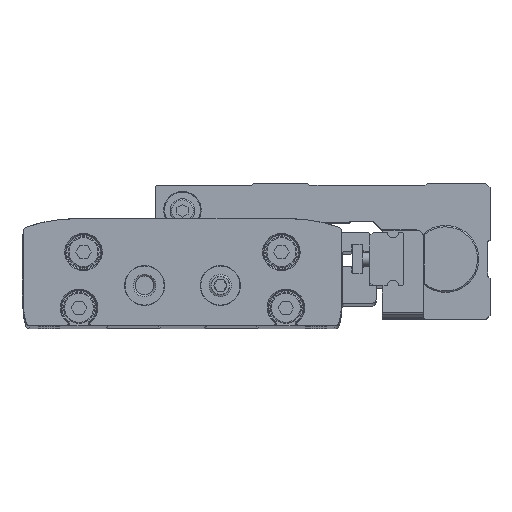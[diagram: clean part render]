
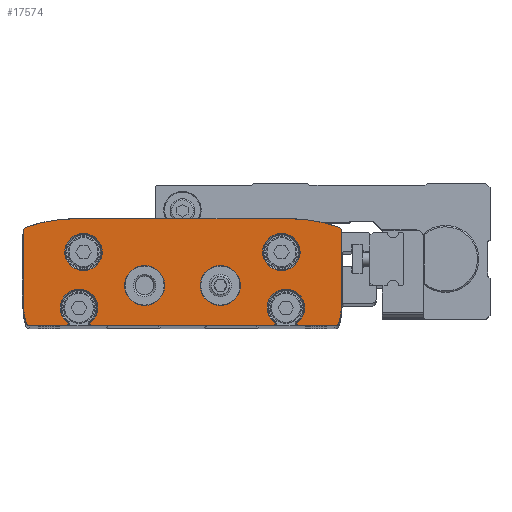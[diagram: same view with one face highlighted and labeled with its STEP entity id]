
A CAD part, top view. The second image highlights one B-rep face of the part: STEP entity #17574.
In plain terms, the highlighted planar face has unit normal (0, 0, 1).
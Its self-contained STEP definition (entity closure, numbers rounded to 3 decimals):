
#728=LINE('',#28961,#2255);
#732=LINE('',#28969,#2259);
#736=LINE('',#28985,#2263);
#814=LINE('',#29262,#2341);
#821=LINE('',#29280,#2348);
#822=LINE('',#29288,#2349);
#829=LINE('',#29306,#2356);
#830=LINE('',#29314,#2357);
#831=LINE('',#29320,#2358);
#832=LINE('',#29326,#2359);
#2255=VECTOR('',#23402,1000.);
#2259=VECTOR('',#23406,1000.);
#2263=VECTOR('',#23418,1000.);
#2341=VECTOR('',#23620,1000.);
#2348=VECTOR('',#23633,1000.);
#2349=VECTOR('',#23636,1000.);
#2356=VECTOR('',#23649,1000.);
#2357=VECTOR('',#23660,1000.);
#2358=VECTOR('',#23665,1000.);
#2359=VECTOR('',#23670,1000.);
#3981=ORIENTED_EDGE('',*,*,#8878,.F.);
#3982=ORIENTED_EDGE('',*,*,#8867,.T.);
#3983=ORIENTED_EDGE('',*,*,#8731,.T.);
#3984=ORIENTED_EDGE('',*,*,#8869,.F.);
#3985=ORIENTED_EDGE('',*,*,#8879,.F.);
#3986=ORIENTED_EDGE('',*,*,#8877,.T.);
#3987=ORIENTED_EDGE('',*,*,#8723,.T.);
#3988=ORIENTED_EDGE('',*,*,#8880,.T.);
#3989=ORIENTED_EDGE('',*,*,#8881,.T.);
#3990=ORIENTED_EDGE('',*,*,#8882,.T.);
#3991=ORIENTED_EDGE('',*,*,#8883,.T.);
#3992=ORIENTED_EDGE('',*,*,#8884,.T.);
#3993=ORIENTED_EDGE('',*,*,#8885,.T.);
#3994=ORIENTED_EDGE('',*,*,#8886,.T.);
#3995=ORIENTED_EDGE('',*,*,#8887,.T.);
#3996=ORIENTED_EDGE('',*,*,#8888,.T.);
#3997=ORIENTED_EDGE('',*,*,#8889,.T.);
#3998=ORIENTED_EDGE('',*,*,#8890,.T.);
#3999=ORIENTED_EDGE('',*,*,#8719,.T.);
#4000=ORIENTED_EDGE('',*,*,#8859,.F.);
#4001=ORIENTED_EDGE('',*,*,#8891,.F.);
#4002=ORIENTED_EDGE('',*,*,#8892,.F.);
#4003=ORIENTED_EDGE('',*,*,#8893,.F.);
#4004=ORIENTED_EDGE('',*,*,#8894,.F.);
#8719=EDGE_CURVE('',#11184,#11183,#728,.T.);
#8723=EDGE_CURVE('',#11188,#11187,#732,.T.);
#8731=EDGE_CURVE('',#11196,#11195,#736,.T.);
#8859=EDGE_CURVE('',#11311,#11183,#814,.T.);
#8867=EDGE_CURVE('',#11316,#11196,#821,.T.);
#8869=EDGE_CURVE('',#11317,#11195,#822,.T.);
#8877=EDGE_CURVE('',#11322,#11188,#829,.T.);
#8878=EDGE_CURVE('',#11316,#11311,#12998,.T.);
#8879=EDGE_CURVE('',#11322,#11317,#12999,.T.);
#8880=EDGE_CURVE('',#11187,#11323,#13000,.T.);
#8881=EDGE_CURVE('',#11323,#11324,#13001,.T.);
#8882=EDGE_CURVE('',#11324,#11325,#830,.T.);
#8883=EDGE_CURVE('',#11325,#11326,#13002,.T.);
#8884=EDGE_CURVE('',#11326,#11327,#13003,.T.);
#8885=EDGE_CURVE('',#11327,#11328,#831,.T.);
#8886=EDGE_CURVE('',#11328,#11329,#13004,.T.);
#8887=EDGE_CURVE('',#11329,#11330,#13005,.T.);
#8888=EDGE_CURVE('',#11330,#11331,#832,.T.);
#8889=EDGE_CURVE('',#11331,#11332,#13006,.T.);
#8890=EDGE_CURVE('',#11332,#11184,#13007,.T.);
#8891=EDGE_CURVE('',#11333,#11333,#13008,.T.);
#8892=EDGE_CURVE('',#11334,#11334,#13009,.T.);
#8893=EDGE_CURVE('',#11335,#11335,#13010,.T.);
#8894=EDGE_CURVE('',#11336,#11336,#13011,.T.);
#11183=VERTEX_POINT('',#28960);
#11184=VERTEX_POINT('',#28962);
#11187=VERTEX_POINT('',#28968);
#11188=VERTEX_POINT('',#28970);
#11195=VERTEX_POINT('',#28984);
#11196=VERTEX_POINT('',#28986);
#11311=VERTEX_POINT('',#29260);
#11316=VERTEX_POINT('',#29279);
#11317=VERTEX_POINT('',#29286);
#11322=VERTEX_POINT('',#29305);
#11323=VERTEX_POINT('',#29311);
#11324=VERTEX_POINT('',#29313);
#11325=VERTEX_POINT('',#29315);
#11326=VERTEX_POINT('',#29317);
#11327=VERTEX_POINT('',#29319);
#11328=VERTEX_POINT('',#29321);
#11329=VERTEX_POINT('',#29323);
#11330=VERTEX_POINT('',#29325);
#11331=VERTEX_POINT('',#29327);
#11332=VERTEX_POINT('',#29329);
#11333=VERTEX_POINT('',#29332);
#11334=VERTEX_POINT('',#29334);
#11335=VERTEX_POINT('',#29336);
#11336=VERTEX_POINT('',#29338);
#12998=CIRCLE('',#21446,4.2);
#12999=CIRCLE('',#21447,4.2);
#13000=CIRCLE('',#21448,1.);
#13001=CIRCLE('',#21449,15.);
#13002=CIRCLE('',#21450,1.);
#13003=CIRCLE('',#21451,35.);
#13004=CIRCLE('',#21452,35.);
#13005=CIRCLE('',#21453,1.);
#13006=CIRCLE('',#21454,15.);
#13007=CIRCLE('',#21455,1.);
#13008=CIRCLE('',#21456,4.2);
#13009=CIRCLE('',#21457,4.2);
#13010=CIRCLE('',#21458,4.5);
#13011=CIRCLE('',#21459,4.5);
#13848=EDGE_LOOP('',(#3981,#3982,#3983,#3984,#3985,#3986,#3987,#3988,#3989,
#3990,#3991,#3992,#3993,#3994,#3995,#3996,#3997,#3998,#3999,#4000));
#13849=EDGE_LOOP('',(#4001));
#13850=EDGE_LOOP('',(#4002));
#13851=EDGE_LOOP('',(#4003));
#13852=EDGE_LOOP('',(#4004));
#15429=FACE_BOUND('',#13848,.T.);
#15430=FACE_BOUND('',#13849,.T.);
#15431=FACE_BOUND('',#13850,.T.);
#15432=FACE_BOUND('',#13851,.T.);
#15433=FACE_BOUND('',#13852,.T.);
#17002=PLANE('',#21445);
#17574=ADVANCED_FACE('',(#15429,#15430,#15431,#15432,#15433),#17002,.T.);
#21445=AXIS2_PLACEMENT_3D('',#29307,#23650,#23651);
#21446=AXIS2_PLACEMENT_3D('',#29308,#23652,#23653);
#21447=AXIS2_PLACEMENT_3D('',#29309,#23654,#23655);
#21448=AXIS2_PLACEMENT_3D('',#29310,#23656,#23657);
#21449=AXIS2_PLACEMENT_3D('',#29312,#23658,#23659);
#21450=AXIS2_PLACEMENT_3D('',#29316,#23661,#23662);
#21451=AXIS2_PLACEMENT_3D('',#29318,#23663,#23664);
#21452=AXIS2_PLACEMENT_3D('',#29322,#23666,#23667);
#21453=AXIS2_PLACEMENT_3D('',#29324,#23668,#23669);
#21454=AXIS2_PLACEMENT_3D('',#29328,#23671,#23672);
#21455=AXIS2_PLACEMENT_3D('',#29330,#23673,#23674);
#21456=AXIS2_PLACEMENT_3D('',#29331,#23675,#23676);
#21457=AXIS2_PLACEMENT_3D('',#29333,#23677,#23678);
#21458=AXIS2_PLACEMENT_3D('',#29335,#23679,#23680);
#21459=AXIS2_PLACEMENT_3D('',#29337,#23681,#23682);
#23402=DIRECTION('',(1.,0.,0.));
#23406=DIRECTION('',(1.,0.,0.));
#23418=DIRECTION('',(1.,0.,0.));
#23620=DIRECTION('',(0.,-1.,0.));
#23633=DIRECTION('',(0.,-1.,0.));
#23636=DIRECTION('',(0.,-1.,0.));
#23649=DIRECTION('',(0.,-1.,0.));
#23650=DIRECTION('',(0.,0.,1.));
#23651=DIRECTION('',(1.,0.,0.));
#23652=DIRECTION('',(0.,0.,1.));
#23653=DIRECTION('',(1.,0.,0.));
#23654=DIRECTION('',(0.,0.,1.));
#23655=DIRECTION('',(1.,0.,0.));
#23656=DIRECTION('',(0.,0.,1.));
#23657=DIRECTION('',(1.,0.,0.));
#23658=DIRECTION('',(0.,0.,1.));
#23659=DIRECTION('',(1.,0.,0.));
#23660=DIRECTION('',(0.,1.,0.));
#23661=DIRECTION('',(0.,0.,1.));
#23662=DIRECTION('',(1.,0.,0.));
#23663=DIRECTION('',(0.,0.,1.));
#23664=DIRECTION('',(1.,0.,0.));
#23665=DIRECTION('',(-1.,0.,0.));
#23666=DIRECTION('',(0.,0.,1.));
#23667=DIRECTION('',(1.,0.,0.));
#23668=DIRECTION('',(0.,0.,1.));
#23669=DIRECTION('',(1.,0.,0.));
#23670=DIRECTION('',(0.,-1.,0.));
#23671=DIRECTION('',(0.,0.,1.));
#23672=DIRECTION('',(1.,0.,0.));
#23673=DIRECTION('',(0.,0.,1.));
#23674=DIRECTION('',(1.,0.,0.));
#23675=DIRECTION('',(0.,0.,1.));
#23676=DIRECTION('',(1.,0.,0.));
#23677=DIRECTION('',(0.,0.,1.));
#23678=DIRECTION('',(1.,0.,0.));
#23679=DIRECTION('',(0.,0.,1.));
#23680=DIRECTION('',(1.,0.,0.));
#23681=DIRECTION('',(0.,0.,1.));
#23682=DIRECTION('',(1.,0.,0.));
#28960=CARTESIAN_POINT('',(-25.7,0.,205.));
#28961=CARTESIAN_POINT('',(-34.116,0.,205.));
#28962=CARTESIAN_POINT('',(-34.116,0.,205.));
#28968=CARTESIAN_POINT('',(34.116,0.,205.));
#28969=CARTESIAN_POINT('',(-34.116,0.,205.));
#28970=CARTESIAN_POINT('',(25.7,0.,205.));
#28984=CARTESIAN_POINT('',(20.7,0.,205.));
#28985=CARTESIAN_POINT('',(-34.116,0.,205.));
#28986=CARTESIAN_POINT('',(-20.7,0.,205.));
#29260=CARTESIAN_POINT('',(-25.7,0.625,205.));
#29262=CARTESIAN_POINT('',(-25.7,4.,205.));
#29279=CARTESIAN_POINT('',(-20.7,0.625,205.));
#29280=CARTESIAN_POINT('',(-20.7,4.,205.));
#29286=CARTESIAN_POINT('',(20.7,0.625,205.));
#29288=CARTESIAN_POINT('',(20.7,4.,205.));
#29305=CARTESIAN_POINT('',(25.7,0.625,205.));
#29306=CARTESIAN_POINT('',(25.7,4.,205.));
#29307=CARTESIAN_POINT('',(-20.7,5.,205.));
#29308=CARTESIAN_POINT('',(-23.2,4.,205.));
#29309=CARTESIAN_POINT('',(23.2,4.,205.));
#29310=CARTESIAN_POINT('',(34.116,1.,205.));
#29311=CARTESIAN_POINT('',(35.075,0.714,205.));
#29312=CARTESIAN_POINT('',(20.7,5.,205.));
#29313=CARTESIAN_POINT('',(35.7,5.,205.));
#29314=CARTESIAN_POINT('',(35.7,5.,205.));
#29315=CARTESIAN_POINT('',(35.7,21.171,205.));
#29316=CARTESIAN_POINT('',(34.7,21.171,205.));
#29317=CARTESIAN_POINT('',(35.024,22.118,205.));
#29318=CARTESIAN_POINT('',(23.7,-11.,205.));
#29319=CARTESIAN_POINT('',(23.7,24.,205.));
#29320=CARTESIAN_POINT('',(23.7,24.,205.));
#29321=CARTESIAN_POINT('',(-23.7,24.,205.));
#29322=CARTESIAN_POINT('',(-23.7,-11.,205.));
#29323=CARTESIAN_POINT('',(-35.024,22.118,205.));
#29324=CARTESIAN_POINT('',(-34.7,21.171,205.));
#29325=CARTESIAN_POINT('',(-35.7,21.171,205.));
#29326=CARTESIAN_POINT('',(-35.7,21.171,205.));
#29327=CARTESIAN_POINT('',(-35.7,5.,205.));
#29328=CARTESIAN_POINT('',(-20.7,5.,205.));
#29329=CARTESIAN_POINT('',(-35.075,0.714,205.));
#29330=CARTESIAN_POINT('',(-34.116,1.,205.));
#29331=CARTESIAN_POINT('',(-22.2,16.5,205.));
#29332=CARTESIAN_POINT('',(-18.,16.5,205.));
#29333=CARTESIAN_POINT('',(22.2,16.5,205.));
#29334=CARTESIAN_POINT('',(26.4,16.5,205.));
#29335=CARTESIAN_POINT('',(-8.5,9.,205.));
#29336=CARTESIAN_POINT('',(-4.,9.,205.));
#29337=CARTESIAN_POINT('',(8.5,9.,205.));
#29338=CARTESIAN_POINT('',(13.,9.,205.));
